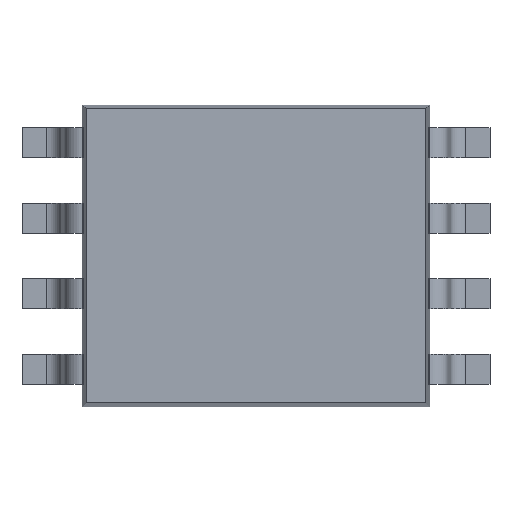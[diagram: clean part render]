
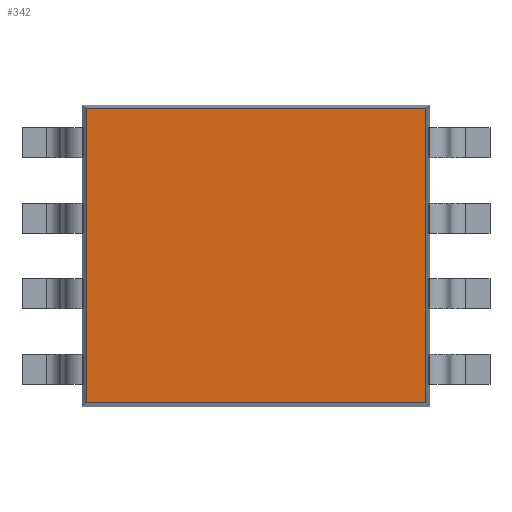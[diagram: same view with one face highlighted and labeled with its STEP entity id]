
A CAD part, top view. The second image highlights one B-rep face of the part: STEP entity #342.
In plain terms, the highlighted planar face has unit normal (0, 0, 1).
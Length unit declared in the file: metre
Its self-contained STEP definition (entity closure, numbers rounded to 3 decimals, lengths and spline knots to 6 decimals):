
#342=ADVANCED_FACE('0:42',(#627),#628,.T.);
#627=FACE_OUTER_BOUND('',#944,.T.);
#628=PLANE('',#945);
#944=EDGE_LOOP('',(#1249,#1250,#1251,#1252));
#945=AXIS2_PLACEMENT_3D('',#1253,#1254,#1255);
#1249=ORIENTED_EDGE('',*,*,#2123,.T.);
#1250=ORIENTED_EDGE('',*,*,#2124,.T.);
#1251=ORIENTED_EDGE('',*,*,#2125,.T.);
#1252=ORIENTED_EDGE('',*,*,#2126,.T.);
#1253=CARTESIAN_POINT('',(0.,0.,0.00075));
#1254=DIRECTION('',(0.0,0.0,1.0));
#1255=DIRECTION('',(0.,-1.0,0.0));
#2123=EDGE_CURVE('0:72',#2466,#2467,#2468,.T.);
#2124=EDGE_CURVE('0:75',#2467,#2469,#2470,.T.);
#2125=EDGE_CURVE('0:78',#2469,#2471,#2472,.T.);
#2126=EDGE_CURVE('0:81',#2471,#2466,#2473,.T.);
#2466=VERTEX_POINT('NONE',#2965);
#2467=VERTEX_POINT('NONE',#2966);
#2468=LINE('',#2967,#2968);
#2469=VERTEX_POINT('NONE',#2969);
#2470=LINE('',#2970,#2971);
#2471=VERTEX_POINT('NONE',#2972);
#2472=LINE('',#2973,#2974);
#2473=LINE('',#2975,#2976);
#2965=CARTESIAN_POINT('',(0.001124,0.000974,0.00075));
#2966=CARTESIAN_POINT('',(-0.001124,0.000974,0.00075));
#2967=CARTESIAN_POINT('',(-0.00115,0.000974,0.00075));
#2968=VECTOR('',#3651,1.0);
#2969=CARTESIAN_POINT('',(-0.001124,-0.000974,0.00075));
#2970=CARTESIAN_POINT('',(-0.001124,-0.001,0.00075));
#2971=VECTOR('',#3652,1.0);
#2972=CARTESIAN_POINT('',(0.001124,-0.000974,0.00075));
#2973=CARTESIAN_POINT('',(0.00115,-0.000974,0.00075));
#2974=VECTOR('',#3653,1.0);
#2975=CARTESIAN_POINT('',(0.001124,0.001,0.00075));
#2976=VECTOR('',#3654,1.0);
#3651=DIRECTION('',(-1.0,0.,0.0));
#3652=DIRECTION('',(0.,-1.0,0.0));
#3653=DIRECTION('',(1.0,0.,0.0));
#3654=DIRECTION('',(0.,1.0,0.0));
